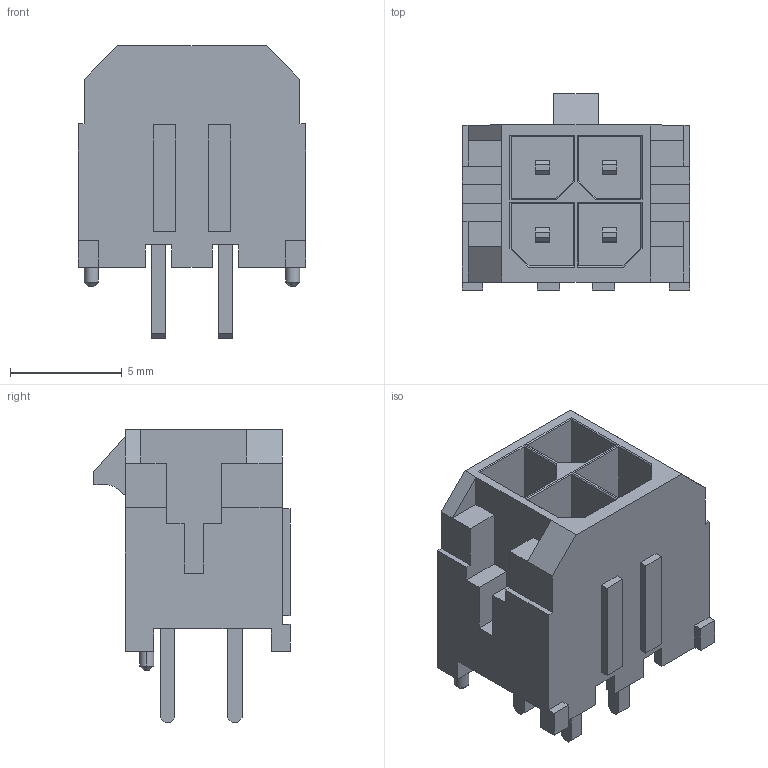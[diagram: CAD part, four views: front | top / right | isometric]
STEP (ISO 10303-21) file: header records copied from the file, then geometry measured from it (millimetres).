
FILE_DESCRIPTION (( 'STEP AP214' ), '1' );
FILE_NAME ('CONN-TH_4P-P3.00-S3.00_L7.4-W9.7-EH9.0.step', '2022-07-29T17:23:51', ( '' ), ( '' ), 'SwSTEP 2.0', 'SolidWorks 2020', '' );
FILE_SCHEMA (( 'AUTOMOTIVE_DESIGN' ));
Length unit declared in the file: millimetre
Products named in the file (1): CONN-TH_4P-P3.00-S3.00_L7.4-W9.7-EH9.0
Bounding box: 10.15 x 8.77 x 13.09 mm (x, y, z)
Volume: 392.2 mm3; surface area: 925.6 mm2
Topology: 14 solids, 14 shells, 490 faces, 1288 edges, 848 vertices
Faces by surface type: plane 367, bspline 114, cylinder 5, cone 4
Entity records: 20621 total; most frequent: CARTESIAN_POINT 4995, ORIENTED_EDGE 2576, DIRECTION 1824, EDGE_CURVE 1288, LINE 1038, VECTOR 1038, VERTEX_POINT 848, EDGE_LOOP 524
